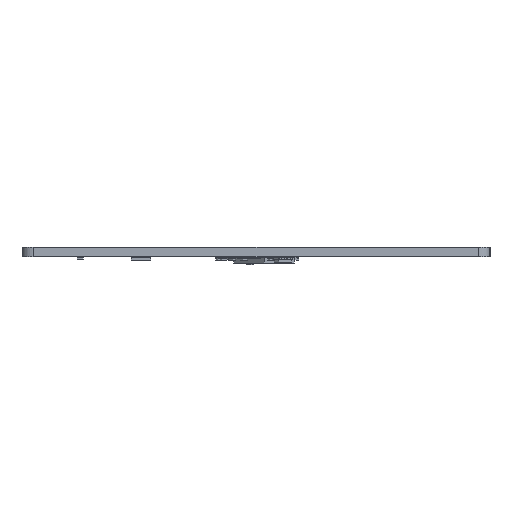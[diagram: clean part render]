
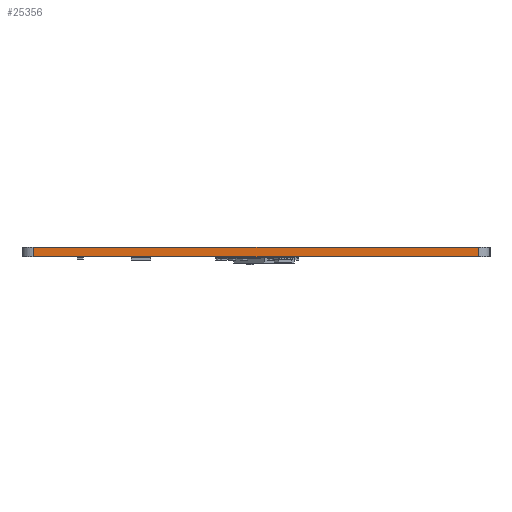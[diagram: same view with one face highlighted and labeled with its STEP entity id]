
A CAD part, left-side view. The second image highlights one B-rep face of the part: STEP entity #25356.
In plain terms, the highlighted planar face has unit normal (-1, 0, 0).
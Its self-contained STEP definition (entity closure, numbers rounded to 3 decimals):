
#18799 = VERTEX_POINT('',#18800);
#18800 = CARTESIAN_POINT('',(45.006,-47.149,0.));
#18807 = EDGE_CURVE('',#18808,#18799,#18810,.T.);
#18808 = VERTEX_POINT('',#18809);
#18809 = CARTESIAN_POINT('',(45.006,-119.539,0.));
#18810 = LINE('',#18811,#18812);
#18811 = CARTESIAN_POINT('',(45.006,-119.539,0.));
#18812 = VECTOR('',#18813,1.);
#18813 = DIRECTION('',(0.,1.,0.));
#22064 = VERTEX_POINT('',#22065);
#22065 = CARTESIAN_POINT('',(45.006,-47.149,1.51));
#22072 = EDGE_CURVE('',#22073,#22064,#22075,.T.);
#22073 = VERTEX_POINT('',#22074);
#22074 = CARTESIAN_POINT('',(45.006,-119.539,1.51));
#22075 = LINE('',#22076,#22077);
#22076 = CARTESIAN_POINT('',(45.006,-119.539,1.51));
#22077 = VECTOR('',#22078,1.);
#22078 = DIRECTION('',(0.,1.,0.));
#25326 = EDGE_CURVE('',#18799,#22064,#25327,.T.);
#25327 = LINE('',#25328,#25329);
#25328 = CARTESIAN_POINT('',(45.006,-47.149,0.));
#25329 = VECTOR('',#25330,1.);
#25330 = DIRECTION('',(0.,0.,1.));
#25356 = ADVANCED_FACE('',(#25357),#25368,.T.);
#25357 = FACE_BOUND('',#25358,.T.);
#25358 = EDGE_LOOP('',(#25359,#25365,#25366,#25367));
#25359 = ORIENTED_EDGE('',*,*,#25360,.T.);
#25360 = EDGE_CURVE('',#18808,#22073,#25361,.T.);
#25361 = LINE('',#25362,#25363);
#25362 = CARTESIAN_POINT('',(45.006,-119.539,0.));
#25363 = VECTOR('',#25364,1.);
#25364 = DIRECTION('',(0.,0.,1.));
#25365 = ORIENTED_EDGE('',*,*,#22072,.T.);
#25366 = ORIENTED_EDGE('',*,*,#25326,.F.);
#25367 = ORIENTED_EDGE('',*,*,#18807,.F.);
#25368 = PLANE('',#25369);
#25369 = AXIS2_PLACEMENT_3D('',#25370,#25371,#25372);
#25370 = CARTESIAN_POINT('',(45.006,-119.539,0.));
#25371 = DIRECTION('',(-1.,0.,0.));
#25372 = DIRECTION('',(0.,1.,0.));
